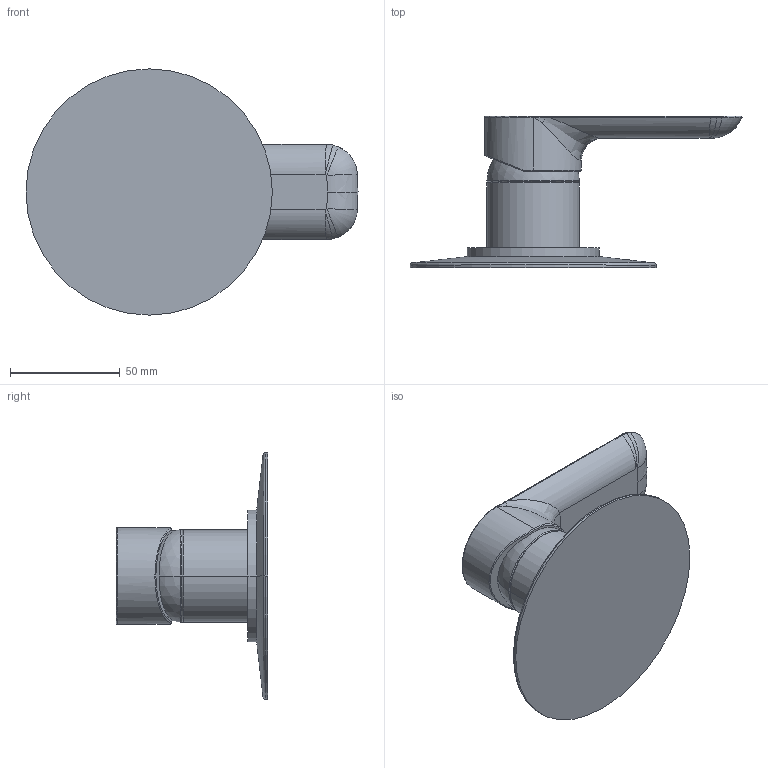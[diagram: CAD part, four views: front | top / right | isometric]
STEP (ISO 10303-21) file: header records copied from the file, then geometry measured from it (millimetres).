
FILE_DESCRIPTION (( 'STEP AP203' ), '1' );
FILE_NAME ('09PZ690.STEP', '2019-12-16T21:28:19', ( '' ), ( '' ), 'SwSTEP 2.0', 'SolidWorks 2019', '' );
FILE_SCHEMA (( 'CONFIG_CONTROL_DESIGN' ));
Length unit declared in the file: millimetre
Products named in the file (1): 09PZ690
Bounding box: 150.99 x 68.83 x 112 mm (x, y, z)
Volume: 161100.3 mm3; surface area: 40305.6 mm2
Topology: 8 solids, 8 shells, 165 faces, 412 edges, 261 vertices
Faces by surface type: plane 66, bspline 54, cylinder 14, cone 14, torus 13, sphere 4
Entity records: 9335 total; most frequent: CARTESIAN_POINT 5961, ORIENTED_EDGE 816, DIRECTION 461, EDGE_CURVE 408, VERTEX_POINT 261, B_SPLINE_CURVE_WITH_KNOTS 231, AXIS2_PLACEMENT_3D 177, EDGE_LOOP 169
